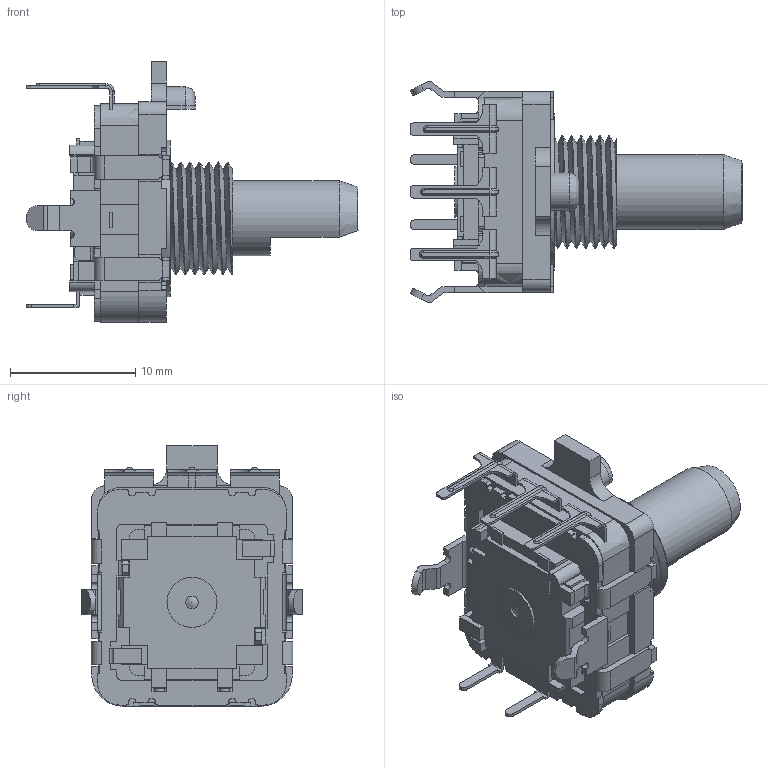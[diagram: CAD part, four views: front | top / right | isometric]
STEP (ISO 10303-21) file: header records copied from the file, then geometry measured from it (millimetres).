
FILE_DESCRIPTION(/* description */ (''),/* implementation_level */ '2;1');
FILE_NAME(/* name */ 'PEC16-4X15F-SXXXX.step',/* time_stamp */ '2023-08-09T12:40:23+08:00',/* author */ (''),/* organization */ (''),/* preprocessor_version */ 'ST-DEVELOPER v19.2',/* originating_system */ 'Autodesk Translation Framework v12.6.0.85',/* authorisation */ '');
FILE_SCHEMA (('AUTOMOTIVE_DESIGN { 1 0 10303 214 3 1 1 }'));
Length unit declared in the file: millimetre
Products named in the file (10): (未保存); EI16137; ER16135-12; EB395051_ASM; EB16139; EB16121; EA16144_AF0; ES12124; PRT0004; 44
Assembly tree (9 placements, depth 3):
  (未保存)
    EI16137
    ER16135-12
    EB395051_ASM
      EB16139
    EB16121
    EA16144_AF0
    ES12124
    PRT0004
    44
Bounding box: 26.5 x 17.7 x 20.8 mm (x, y, z)
Volume: 2017.9 mm3; surface area: 4334.7 mm2
Topology: 12 solids, 12 shells, 1096 faces, 2926 edges, 1902 vertices
Faces by surface type: plane 652, cylinder 304, bspline 121, cone 9, torus 9, sphere 1
Full cylindrical faces by diameter (mm): 0.5 x2, 0.84 x7, 1 x1, 1.2 x1, 1.25 x1, 1.42 x4, 4 x1, 6 x1, 6.2 x1, 6.4 x3, 6.5 x1, 8.2 x1, 9 x5, 9.8 x1, 12.5 x1, 12.9 x1, 13.6 x1
Entity records: 42551 total; most frequent: CARTESIAN_POINT 15078, ORIENTED_EDGE 5850, DIRECTION 5404, EDGE_CURVE 2925, LINE 1988, VECTOR 1988, VERTEX_POINT 1902, AXIS2_PLACEMENT_3D 1708
